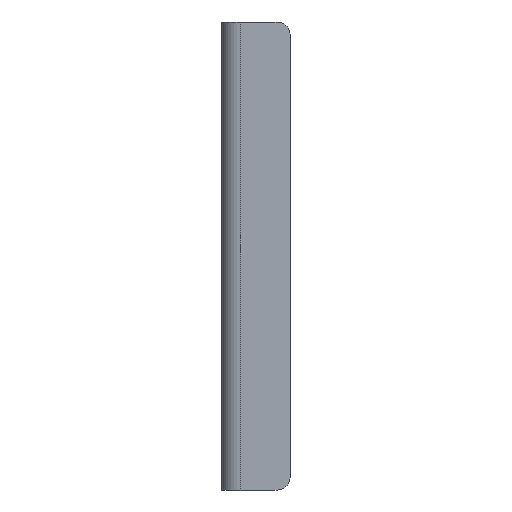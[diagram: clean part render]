
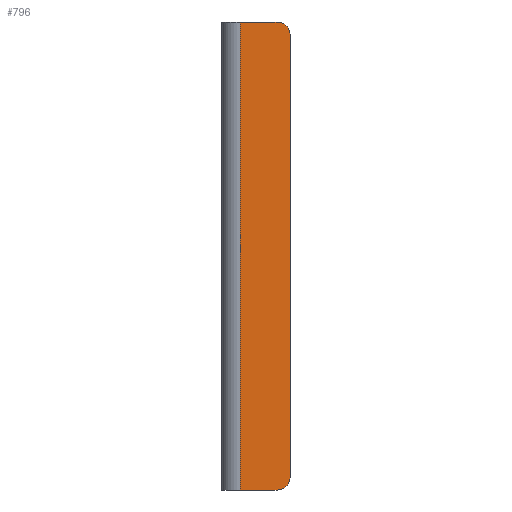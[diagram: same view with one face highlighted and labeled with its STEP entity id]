
A CAD part, left-side view. The second image highlights one B-rep face of the part: STEP entity #796.
In plain terms, the highlighted planar face has unit normal (-1, 0, 0).
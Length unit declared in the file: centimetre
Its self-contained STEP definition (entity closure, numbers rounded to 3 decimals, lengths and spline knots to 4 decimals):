
#34 = ORIENTED_EDGE ( 'NONE', *, *, #1469, .T. ) ;
#66 = CARTESIAN_POINT ( 'NONE',  ( -7.55, 0.95, 8.9 ) ) ;
#71 = CARTESIAN_POINT ( 'NONE',  ( -7.55, 0., 8.9 ) ) ;
#166 = VECTOR ( 'NONE', #1780, 100. ) ;
#205 = EDGE_CURVE ( 'NONE', #538, #1439, #1403, .T. ) ;
#246 = EDGE_LOOP ( 'NONE', ( #349, #34, #790, #1310, #1035, #1579 ) ) ;
#311 = CARTESIAN_POINT ( 'NONE',  ( -7.55, 0.25, 0.25 ) ) ;
#312 = CARTESIAN_POINT ( 'NONE',  ( -7.55, 0.95, 8.9 ) ) ;
#349 = ORIENTED_EDGE ( 'NONE', *, *, #1092, .F. ) ;
#416 = VERTEX_POINT ( 'NONE', #1443 ) ;
#422 = DIRECTION ( 'NONE',  ( -1., 0., 0. ) ) ;
#525 = AXIS2_PLACEMENT_3D ( 'NONE', #1254, #1073, #1648 ) ;
#530 = CARTESIAN_POINT ( 'NONE',  ( -7.55, 0.25, 8.9 ) ) ;
#538 = VERTEX_POINT ( 'NONE', #312 ) ;
#591 = VERTEX_POINT ( 'NONE', #1061 ) ;
#668 = DIRECTION ( 'NONE',  ( -1., 0., 0. ) ) ;
#721 = VERTEX_POINT ( 'NONE', #1124 ) ;
#724 = CARTESIAN_POINT ( 'NONE',  ( -7.55, 0., 8.9 ) ) ;
#790 = ORIENTED_EDGE ( 'NONE', *, *, #1487, .F. ) ;
#796 = ADVANCED_FACE ( 'NONE', ( #804 ), #1385, .T. ) ;
#804 = FACE_OUTER_BOUND ( 'NONE', #246, .T. ) ;
#825 = CARTESIAN_POINT ( 'NONE',  ( -7.55, 0.95, 0. ) ) ;
#925 = VECTOR ( 'NONE', #1855, 100. ) ;
#983 = DIRECTION ( 'NONE',  ( 0., 1., 0. ) ) ;
#988 = VECTOR ( 'NONE', #983, 100. ) ;
#1035 = ORIENTED_EDGE ( 'NONE', *, *, #1860, .T. ) ;
#1061 = CARTESIAN_POINT ( 'NONE',  ( -7.55, 0., 8.65 ) ) ;
#1064 = CARTESIAN_POINT ( 'NONE',  ( -7.55, 0., 8.9 ) ) ;
#1073 = DIRECTION ( 'NONE',  ( -1., 0., 0. ) ) ;
#1092 = EDGE_CURVE ( 'NONE', #416, #1439, #1419, .T. ) ;
#1120 = CARTESIAN_POINT ( 'NONE',  ( -7.55, 0., 0. ) ) ;
#1124 = CARTESIAN_POINT ( 'NONE',  ( -7.55, 0., 0.25 ) ) ;
#1249 = DIRECTION ( 'NONE',  ( 0., 0., 1. ) ) ;
#1254 = CARTESIAN_POINT ( 'NONE',  ( -7.55, 0.25, 8.65 ) ) ;
#1308 = AXIS2_PLACEMENT_3D ( 'NONE', #311, #422, #1883 ) ;
#1310 = ORIENTED_EDGE ( 'NONE', *, *, #1863, .T. ) ;
#1385 = PLANE ( 'NONE',  #1583 ) ;
#1403 = LINE ( 'NONE', #66, #925 ) ;
#1419 = LINE ( 'NONE', #1120, #988 ) ;
#1439 = VERTEX_POINT ( 'NONE', #825 ) ;
#1443 = CARTESIAN_POINT ( 'NONE',  ( -7.55, 0.25, 0. ) ) ;
#1460 = CIRCLE ( 'NONE', #525, 0.25 ) ;
#1469 = EDGE_CURVE ( 'NONE', #416, #721, #1506, .T. ) ;
#1487 = EDGE_CURVE ( 'NONE', #591, #721, #1721, .T. ) ;
#1506 = CIRCLE ( 'NONE', #1308, 0.25 ) ;
#1508 = LINE ( 'NONE', #1064, #1676 ) ;
#1530 = DIRECTION ( 'NONE',  ( 0., 1., 0. ) ) ;
#1579 = ORIENTED_EDGE ( 'NONE', *, *, #205, .T. ) ;
#1583 = AXIS2_PLACEMENT_3D ( 'NONE', #71, #668, #1249 ) ;
#1648 = DIRECTION ( 'NONE',  ( 0., 0., 1. ) ) ;
#1676 = VECTOR ( 'NONE', #1530, 100. ) ;
#1721 = LINE ( 'NONE', #724, #166 ) ;
#1780 = DIRECTION ( 'NONE',  ( 0., 0., -1. ) ) ;
#1855 = DIRECTION ( 'NONE',  ( 0., 0., -1. ) ) ;
#1860 = EDGE_CURVE ( 'NONE', #1868, #538, #1508, .T. ) ;
#1863 = EDGE_CURVE ( 'NONE', #591, #1868, #1460, .T. ) ;
#1868 = VERTEX_POINT ( 'NONE', #530 ) ;
#1883 = DIRECTION ( 'NONE',  ( 0., 0., 1. ) ) ;
